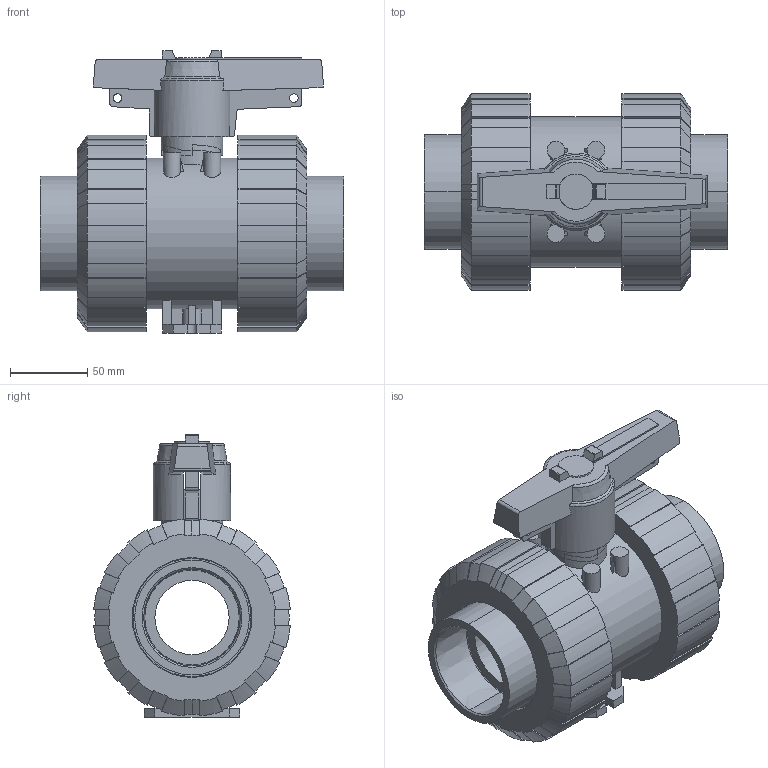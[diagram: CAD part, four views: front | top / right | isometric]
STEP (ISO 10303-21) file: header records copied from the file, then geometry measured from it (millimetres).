
FILE_DESCRIPTION(('STEP AP214'),'1');
FILE_NAME('cctmp_92AEAF9B-7E0A-4FAA-9BB0-E883A4C1ACC9_2021_10_20_14_45_06_0299..stp','2021-10-20T12:45:06',('Praher Valves GmbH'),('CADClick - www.CADClick.com'),'Spatial InterOp 3D',' ','unknown authorization');
FILE_SCHEMA(('AUTOMOTIVE_DESIGN'));
Length unit declared in the file: millimetre
Products named in the file (7): cc_unnamed; 210295_5; 210295_4; 210295_3; 210295_2; 210295_1; 210295
Assembly tree (6 placements, depth 2):
  cc_unnamed
    210295_5
    210295_4
    210295_3
    210295_2
    210295_1
    210295
Bounding box: 196 x 127.11 x 182.67 mm (x, y, z)
Volume: 1436578 mm3; surface area: 252072.1 mm2
Topology: 6 solids, 6 shells, 472 faces, 1334 edges, 882 vertices
Faces by surface type: plane 218, cylinder 138, cone 92, torus 24
Entity records: 19853 total; most frequent: CARTESIAN_POINT 3670, ORIENTED_EDGE 2668, DIRECTION 2582, EDGE_CURVE 1334, AXIS2_PLACEMENT_3D 959, VERTEX_POINT 882, LINE 664, VECTOR 664
